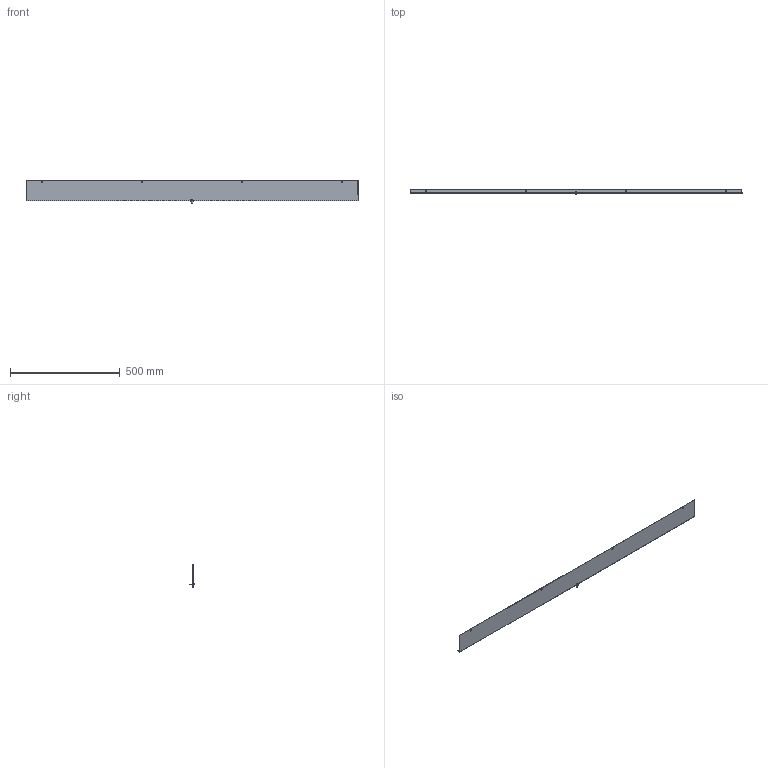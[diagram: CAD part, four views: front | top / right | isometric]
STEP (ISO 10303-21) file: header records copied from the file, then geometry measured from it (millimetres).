
FILE_DESCRIPTION (( 'STEP AP203' ), '1' );
FILE_NAME ('1487CB60.step', '2020-11-17T21:11:57', ( 'ADC123' ), ( 'Microsoft' ), 'SwSTEP 2.0', 'SolidWorks 2019', '' );
FILE_SCHEMA (( 'CONFIG_CONTROL_DESIGN' ));
Length unit declared in the file: inch
Products named in the file (1): 1487CB60
Bounding box: 1516.05 x 21.43 x 107.14 mm (x, y, z)
Volume: 201336 mm3; surface area: 333967.6 mm2
Topology: 4 solids, 4 shells, 63 faces, 149 edges, 95 vertices
Faces by surface type: plane 33, cylinder 15, cone 12, bspline 3
Full cylindrical faces by diameter (mm): 5.69 x1, 6.35 x1, 6.604 x1, 7.137 x8, 11.125 x1, 12.954 x1
Entity records: 1942 total; most frequent: CARTESIAN_POINT 473, DIRECTION 270, ORIENTED_EDGE 268, EDGE_CURVE 134, AXIS2_PLACEMENT_3D 106, EDGE_LOOP 98, VERTEX_POINT 94, FACE_OUTER_BOUND 77
